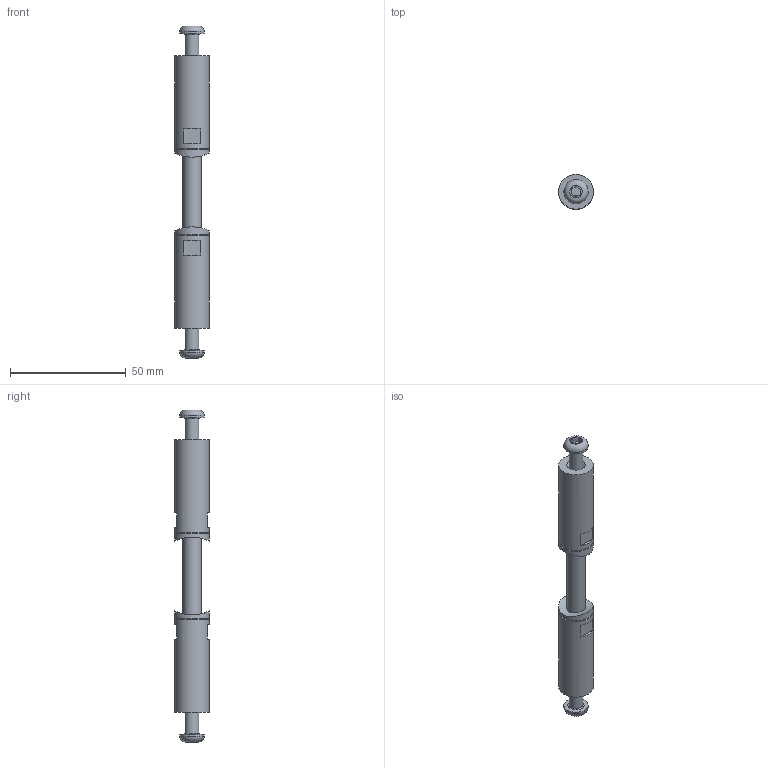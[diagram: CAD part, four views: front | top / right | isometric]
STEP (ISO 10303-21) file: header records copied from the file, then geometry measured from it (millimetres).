
FILE_DESCRIPTION(/* description */ ('-'),/* implementation_level */ '2;1');
FILE_NAME(/* name */ '5d3e34d8-fee9-4f77-a880-b9da48616b4c.stp',/* time_stamp */ '2021-07-09T14:23:41+02:00',/* author */ ('-'),/* organization */ ('Carl Stahl'),/* preprocessor_version */ 'ST-DEVELOPER v18',/* originating_system */ 'Autodesk Inventor 2020',/* authorisation */ '-');
FILE_SCHEMA (('AUTOMOTIVE_DESIGN { 1 0 10303 214 3 1 1 }'));
Length unit declared in the file: millimetre
Products named in the file (7): CX3-33040-DD337; CX3-33040; CX3-33040_1; CX3-33040_2; ISO 7380-1 - M6 X 25; CX3-33040-337; ISO 4026 - M6 x 50
Assembly tree (9 placements, depth 3):
  CX3-33040-DD337
    CX3-33040
      CX3-33040_2
      ISO 7380-1 - M6 X 25
    CX3-33040_1
      CX3-33040_2
      ISO 7380-1 - M6 X 25
    CX3-33040-337  x2
    ISO 4026 - M6 x 50
Bounding box: 15 x 15 x 143.5 mm (x, y, z)
Volume: 16063.3 mm3; surface area: 10005.3 mm2
Topology: 7 solids, 7 shells, 80 faces, 191 edges, 136 vertices
Faces by surface type: plane 49, cylinder 19, cone 8, torus 4
Full cylindrical faces by diameter (mm): 6 x4, 8 x3, 8.2 x2, 10.5 x2, 14 x2, 15 x4
Entity records: 1680 total; most frequent: CARTESIAN_POINT 331, DIRECTION 262, ORIENTED_EDGE 216, EDGE_CURVE 108, AXIS2_PLACEMENT_3D 105, VERTEX_POINT 77, EDGE_LOOP 57, LINE 52
